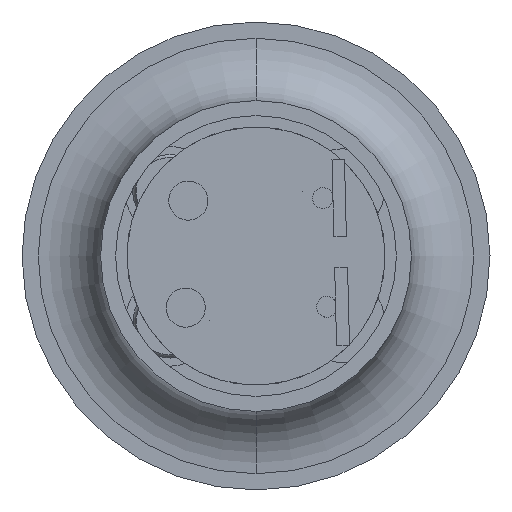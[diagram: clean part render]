
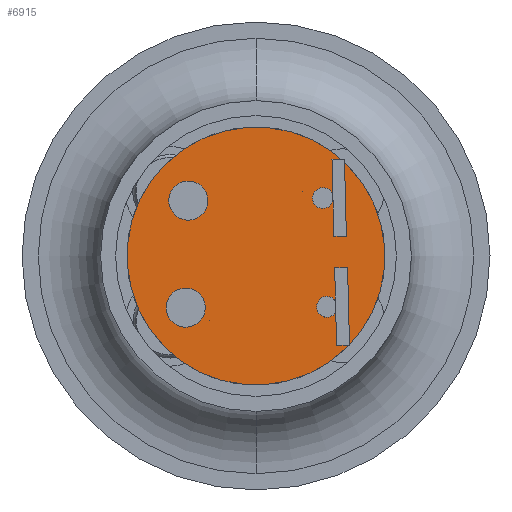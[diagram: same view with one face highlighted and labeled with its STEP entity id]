
A CAD part, front view. The second image highlights one B-rep face of the part: STEP entity #6915.
In plain terms, the highlighted planar face has unit normal (0, -1, 0).
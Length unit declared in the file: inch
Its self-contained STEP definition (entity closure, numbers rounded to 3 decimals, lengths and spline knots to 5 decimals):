
#157 = CARTESIAN_POINT ( 'NONE',  ( 0., -2.13333, 0. ) ) ;
#158 = DIRECTION ( 'NONE',  ( 0., -1., 0. ) ) ;
#159 = DIRECTION ( 'NONE',  ( 0.811, 0., -0.584 ) ) ;
#165 = CARTESIAN_POINT ( 'NONE',  ( 0.17059, -2.13333, -0.12215 ) ) ;
#166 = DIRECTION ( 'NONE',  ( 0., -1., 0. ) ) ;
#167 = DIRECTION ( 'NONE',  ( 0., 0., -1. ) ) ;
#345 = VERTEX_POINT ( 'NONE', #2402 ) ;
#476 = EDGE_CURVE ( 'NONE', #5847, #5849, #7039, .T. ) ;
#1272 = ORIENTED_EDGE ( 'NONE', *, *, #4260, .T. ) ;
#1291 = ORIENTED_EDGE ( 'NONE', *, *, #4221, .F. ) ;
#1295 = ORIENTED_EDGE ( 'NONE', *, *, #4279, .F. ) ;
#1330 = ORIENTED_EDGE ( 'NONE', *, *, #7964, .T. ) ;
#1334 = ORIENTED_EDGE ( 'NONE', *, *, #4249, .F. ) ;
#1455 = ORIENTED_EDGE ( 'NONE', *, *, #4276, .T. ) ;
#1465 = ORIENTED_EDGE ( 'NONE', *, *, #1895, .T. ) ;
#1558 = ORIENTED_EDGE ( 'NONE', *, *, #1934, .F. ) ;
#1611 = ORIENTED_EDGE ( 'NONE', *, *, #1922, .T. ) ;
#1613 = ORIENTED_EDGE ( 'NONE', *, *, #4827, .F. ) ;
#1623 = ORIENTED_EDGE ( 'NONE', *, *, #4240, .F. ) ;
#1627 = ORIENTED_EDGE ( 'NONE', *, *, #4234, .T. ) ;
#1629 = ORIENTED_EDGE ( 'NONE', *, *, #476, .F. ) ;
#1631 = ORIENTED_EDGE ( 'NONE', *, *, #1903, .F. ) ;
#1895 = EDGE_CURVE ( 'NONE', #7690, #7697, #7080, .T. ) ;
#1903 = EDGE_CURVE ( 'NONE', #7696, #7670, #7098, .T. ) ;
#1922 = EDGE_CURVE ( 'NONE', #5855, #7674, #7131, .T. ) ;
#1934 = EDGE_CURVE ( 'NONE', #345, #7731, #7162, .T. ) ;
#1946 = EDGE_LOOP ( 'NONE', ( #1629, #1334 ) ) ;
#1955 = EDGE_LOOP ( 'NONE', ( #1627, #1465 ) ) ;
#1957 = EDGE_LOOP ( 'NONE', ( #1291, #1631 ) ) ;
#1959 = EDGE_LOOP ( 'NONE', ( #1613, #1295 ) ) ;
#1964 = EDGE_LOOP ( 'NONE', ( #1272, #1330 ) ) ;
#1967 = EDGE_LOOP ( 'NONE', ( #1455, #1611 ) ) ;
#1968 = EDGE_LOOP ( 'NONE', ( #1623, #1558 ) ) ;
#1982 = CARTESIAN_POINT ( 'NONE',  ( -0.11104, -2.13333, -0.15418 ) ) ;
#1983 = DIRECTION ( 'NONE',  ( 0., -1., 0. ) ) ;
#1984 = DIRECTION ( 'NONE',  ( 0.811, 0., -0.584 ) ) ;
#2216 = CARTESIAN_POINT ( 'NONE',  ( -0.16267, -2.13333, 0.13324 ) ) ;
#2217 = DIRECTION ( 'NONE',  ( 0., 1., 0. ) ) ;
#2218 = DIRECTION ( 'NONE',  ( 0., 0., -1. ) ) ;
#2239 = CARTESIAN_POINT ( 'NONE',  ( 0.11104, -2.13333, 0.15418 ) ) ;
#2240 = DIRECTION ( 'NONE',  ( 0., -1., 0. ) ) ;
#2241 = DIRECTION ( 'NONE',  ( 0.811, 0., -0.584 ) ) ;
#2402 = CARTESIAN_POINT ( 'NONE',  ( -0.11108, -2.13333, -0.15415 ) ) ;
#2529 = CARTESIAN_POINT ( 'NONE',  ( 0.11104, -2.13333, 0.15418 ) ) ;
#2530 = DIRECTION ( 'NONE',  ( 0., -1., 0. ) ) ;
#2531 = DIRECTION ( 'NONE',  ( 0.811, 0., -0.584 ) ) ;
#2667 = CARTESIAN_POINT ( 'NONE',  ( 0.11108, -2.13333, 0.15415 ) ) ;
#2671 = CARTESIAN_POINT ( 'NONE',  ( -0.25155, -2.13333, 0.18117 ) ) ;
#2675 = CARTESIAN_POINT ( 'NONE',  ( 0.18714, -2.13333, -0.10341 ) ) ;
#2680 = CARTESIAN_POINT ( 'NONE',  ( -0.13336, -2.13333, -0.09354 ) ) ;
#2910 = FACE_BOUND ( 'NONE', #1959, .T. ) ;
#2912 = FACE_BOUND ( 'NONE', #1957, .T. ) ;
#2915 = FACE_BOUND ( 'NONE', #1964, .T. ) ;
#2917 = FACE_OUTER_BOUND ( 'NONE', #1967, .T. ) ;
#2918 = FACE_BOUND ( 'NONE', #1955, .T. ) ;
#2919 = FACE_BOUND ( 'NONE', #1968, .T. ) ;
#2921 = FACE_BOUND ( 'NONE', #1946, .T. ) ;
#3129 = CIRCLE ( 'NONE', #6522, 0.047 ) ;
#3295 = AXIS2_PLACEMENT_3D ( 'NONE', #2529, #2530, #2531 ) ;
#3303 = AXIS2_PLACEMENT_3D ( 'NONE', #8245, #8246, #8247 ) ;
#3308 = AXIS2_PLACEMENT_3D ( 'NONE', #8262, #8263, #8264 ) ;
#3315 = AXIS2_PLACEMENT_3D ( 'NONE', #8287, #8288, #8289 ) ;
#3323 = AXIS2_PLACEMENT_3D ( 'NONE', #8319, #8320, #8321 ) ;
#3333 = AXIS2_PLACEMENT_3D ( 'NONE', #157, #158, #159 ) ;
#3335 = AXIS2_PLACEMENT_3D ( 'NONE', #165, #166, #167 ) ;
#3394 = AXIS2_PLACEMENT_3D ( 'NONE', #4184, #4185, #4186 ) ;
#3514 = CARTESIAN_POINT ( 'NONE',  ( 0., -2.13333, 0. ) ) ;
#3515 = DIRECTION ( 'NONE',  ( 0., -1., 0. ) ) ;
#3516 = DIRECTION ( 'NONE',  ( 0.811, 0., -0.584 ) ) ;
#4184 = CARTESIAN_POINT ( 'NONE',  ( 0.17059, -2.13333, -0.12215 ) ) ;
#4185 = DIRECTION ( 'NONE',  ( 0., -1., 0. ) ) ;
#4186 = DIRECTION ( 'NONE',  ( 0., 0., -1. ) ) ;
#4221 = EDGE_CURVE ( 'NONE', #7670, #7696, #7415, .T. ) ;
#4234 = EDGE_CURVE ( 'NONE', #7697, #7690, #7433, .T. ) ;
#4240 = EDGE_CURVE ( 'NONE', #7731, #345, #7441, .T. ) ;
#4249 = EDGE_CURVE ( 'NONE', #5849, #5847, #7454, .T. ) ;
#4260 = EDGE_CURVE ( 'NONE', #7685, #7701, #7472, .T. ) ;
#4276 = EDGE_CURVE ( 'NONE', #7674, #5855, #7504, .T. ) ;
#4279 = EDGE_CURVE ( 'NONE', #5859, #7680, #7508, .T. ) ;
#4827 = EDGE_CURVE ( 'NONE', #7680, #5859, #7651, .T. ) ;
#4966 = CARTESIAN_POINT ( 'NONE',  ( -0.16901, -2.13333, -0.12416 ) ) ;
#4967 = DIRECTION ( 'NONE',  ( 0., 1., 0. ) ) ;
#4968 = DIRECTION ( 'NONE',  ( 0., 0., -1. ) ) ;
#5114 = CARTESIAN_POINT ( 'NONE',  ( 0.15183, -2.13333, 0.16252 ) ) ;
#5116 = CARTESIAN_POINT ( 'NONE',  ( 0.16946, -2.13333, 0.11573 ) ) ;
#5122 = CARTESIAN_POINT ( 'NONE',  ( 0.25155, -2.13333, -0.18117 ) ) ;
#5126 = CARTESIAN_POINT ( 'NONE',  ( 0.15404, -2.13333, -0.14088 ) ) ;
#5737 = DIRECTION ( 'NONE',  ( 0., -1., 0. ) ) ;
#5740 = PLANE ( 'NONE',  #6055 ) ;
#5742 = CARTESIAN_POINT ( 'NONE',  ( 0., -2.13333, 0. ) ) ;
#5743 = DIRECTION ( 'NONE',  ( 0.811, 0., -0.584 ) ) ;
#5847 = VERTEX_POINT ( 'NONE', #5114 ) ;
#5849 = VERTEX_POINT ( 'NONE', #5116 ) ;
#5855 = VERTEX_POINT ( 'NONE', #5122 ) ;
#5859 = VERTEX_POINT ( 'NONE', #5126 ) ;
#6055 = AXIS2_PLACEMENT_3D ( 'NONE', #5742, #5737, #5743 ) ;
#6209 = CARTESIAN_POINT ( 'NONE',  ( -0.20487, -2.13333, 0.15393 ) ) ;
#6215 = CARTESIAN_POINT ( 'NONE',  ( 0.111, -2.13333, 0.15421 ) ) ;
#6216 = CARTESIAN_POINT ( 'NONE',  ( -0.12047, -2.13333, 0.11255 ) ) ;
#6220 = CARTESIAN_POINT ( 'NONE',  ( -0.20466, -2.13333, -0.15479 ) ) ;
#6250 = CARTESIAN_POINT ( 'NONE',  ( -0.111, -2.13333, -0.15421 ) ) ;
#6365 = CARTESIAN_POINT ( 'NONE',  ( 0.16065, -2.13333, 0.13912 ) ) ;
#6366 = DIRECTION ( 'NONE',  ( 0., -1., 0. ) ) ;
#6367 = DIRECTION ( 'NONE',  ( 0., 0., -1. ) ) ;
#6522 = AXIS2_PLACEMENT_3D ( 'NONE', #4966, #4967, #4968 ) ;
#6915 = ADVANCED_FACE ( 'NONE', ( #2910, #2915, #2918, #2912, #2919, #2917, #2921 ), #5740, .T. ) ;
#7039 = CIRCLE ( 'NONE', #8121, 0.025 ) ;
#7080 = CIRCLE ( 'NONE', #8526, 0.047 ) ;
#7098 = CIRCLE ( 'NONE', #8522, 0.00005 ) ;
#7131 = CIRCLE ( 'NONE', #7890, 0.31 ) ;
#7162 = CIRCLE ( 'NONE', #7881, 0.00005 ) ;
#7415 = CIRCLE ( 'NONE', #3295, 0.00005 ) ;
#7433 = CIRCLE ( 'NONE', #3303, 0.047 ) ;
#7441 = CIRCLE ( 'NONE', #3308, 0.00005 ) ;
#7454 = CIRCLE ( 'NONE', #3315, 0.025 ) ;
#7472 = CIRCLE ( 'NONE', #3323, 0.047 ) ;
#7504 = CIRCLE ( 'NONE', #3333, 0.31 ) ;
#7508 = CIRCLE ( 'NONE', #3335, 0.025 ) ;
#7651 = CIRCLE ( 'NONE', #3394, 0.025 ) ;
#7670 = VERTEX_POINT ( 'NONE', #2667 ) ;
#7674 = VERTEX_POINT ( 'NONE', #2671 ) ;
#7680 = VERTEX_POINT ( 'NONE', #2675 ) ;
#7685 = VERTEX_POINT ( 'NONE', #2680 ) ;
#7690 = VERTEX_POINT ( 'NONE', #6209 ) ;
#7696 = VERTEX_POINT ( 'NONE', #6215 ) ;
#7697 = VERTEX_POINT ( 'NONE', #6216 ) ;
#7701 = VERTEX_POINT ( 'NONE', #6220 ) ;
#7731 = VERTEX_POINT ( 'NONE', #6250 ) ;
#7881 = AXIS2_PLACEMENT_3D ( 'NONE', #1982, #1983, #1984 ) ;
#7890 = AXIS2_PLACEMENT_3D ( 'NONE', #3514, #3515, #3516 ) ;
#7964 = EDGE_CURVE ( 'NONE', #7701, #7685, #3129, .T. ) ;
#8121 = AXIS2_PLACEMENT_3D ( 'NONE', #6365, #6366, #6367 ) ;
#8245 = CARTESIAN_POINT ( 'NONE',  ( -0.16267, -2.13333, 0.13324 ) ) ;
#8246 = DIRECTION ( 'NONE',  ( 0., 1., 0. ) ) ;
#8247 = DIRECTION ( 'NONE',  ( 0., 0., -1. ) ) ;
#8262 = CARTESIAN_POINT ( 'NONE',  ( -0.11104, -2.13333, -0.15418 ) ) ;
#8263 = DIRECTION ( 'NONE',  ( 0., -1., 0. ) ) ;
#8264 = DIRECTION ( 'NONE',  ( 0.811, 0., -0.584 ) ) ;
#8287 = CARTESIAN_POINT ( 'NONE',  ( 0.16065, -2.13333, 0.13912 ) ) ;
#8288 = DIRECTION ( 'NONE',  ( 0., -1., 0. ) ) ;
#8289 = DIRECTION ( 'NONE',  ( 0., 0., -1. ) ) ;
#8319 = CARTESIAN_POINT ( 'NONE',  ( -0.16901, -2.13333, -0.12416 ) ) ;
#8320 = DIRECTION ( 'NONE',  ( 0., 1., 0. ) ) ;
#8321 = DIRECTION ( 'NONE',  ( 0., 0., -1. ) ) ;
#8522 = AXIS2_PLACEMENT_3D ( 'NONE', #2239, #2240, #2241 ) ;
#8526 = AXIS2_PLACEMENT_3D ( 'NONE', #2216, #2217, #2218 ) ;
